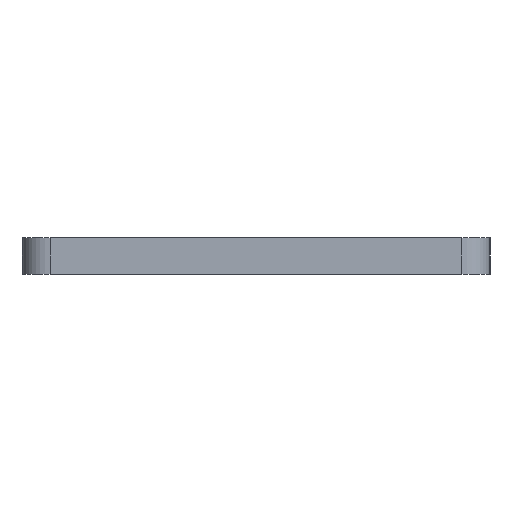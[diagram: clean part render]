
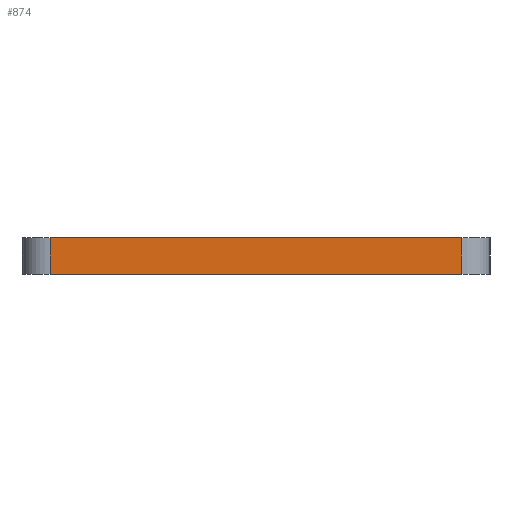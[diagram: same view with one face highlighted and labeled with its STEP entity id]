
A CAD part, left-side view. The second image highlights one B-rep face of the part: STEP entity #874.
In plain terms, the highlighted planar face has unit normal (-1, 0, 0).
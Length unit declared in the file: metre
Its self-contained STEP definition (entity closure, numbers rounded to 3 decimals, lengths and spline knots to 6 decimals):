
#158=ORIENTED_EDGE('',*,*,#403,.F.);
#159=ORIENTED_EDGE('',*,*,#404,.F.);
#160=ORIENTED_EDGE('',*,*,#405,.T.);
#161=ORIENTED_EDGE('',*,*,#401,.T.);
#401=EDGE_CURVE('',#515,#514,#602,.T.);
#403=EDGE_CURVE('',#516,#514,#603,.T.);
#404=EDGE_CURVE('',#517,#516,#604,.T.);
#405=EDGE_CURVE('',#517,#515,#605,.T.);
#514=VERTEX_POINT('',#1393);
#515=VERTEX_POINT('',#1395);
#516=VERTEX_POINT('',#1399);
#517=VERTEX_POINT('',#1401);
#602=LINE('',#1394,#690);
#603=LINE('',#1398,#691);
#604=LINE('',#1400,#692);
#605=LINE('',#1402,#693);
#690=VECTOR('',#1123,1.);
#691=VECTOR('',#1128,1.);
#692=VECTOR('',#1129,1.);
#693=VECTOR('',#1130,1.);
#758=EDGE_LOOP('',(#158,#159,#160,#161));
#804=FACE_BOUND('',#758,.T.);
#840=PLANE('',#953);
#874=ADVANCED_FACE('',(#804),#840,.T.);
#953=AXIS2_PLACEMENT_3D('',#1397,#1126,#1127);
#1123=DIRECTION('',(0.,0.,-1.));
#1126=DIRECTION('',(-1.,0.,0.));
#1127=DIRECTION('',(0.,0.,1.));
#1128=DIRECTION('',(0.,1.,0.));
#1129=DIRECTION('',(0.,0.,-1.));
#1130=DIRECTION('',(0.,1.,0.));
#1393=CARTESIAN_POINT('',(-0.0762,0.011176,0.));
#1394=CARTESIAN_POINT('',(-0.0762,0.011176,0.002));
#1395=CARTESIAN_POINT('',(-0.0762,0.011176,0.002));
#1397=CARTESIAN_POINT('',(-0.0762,0.,0.002));
#1398=CARTESIAN_POINT('',(-0.0762,0.,0.));
#1399=CARTESIAN_POINT('',(-0.0762,-0.011176,0.));
#1400=CARTESIAN_POINT('',(-0.0762,-0.011176,0.002));
#1401=CARTESIAN_POINT('',(-0.0762,-0.011176,0.002));
#1402=CARTESIAN_POINT('',(-0.0762,0.,0.002));
